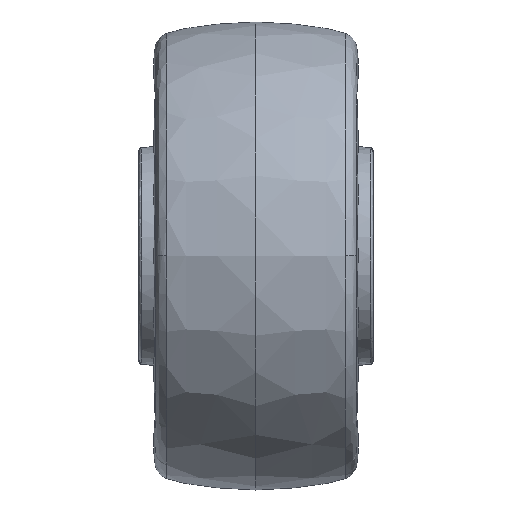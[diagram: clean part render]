
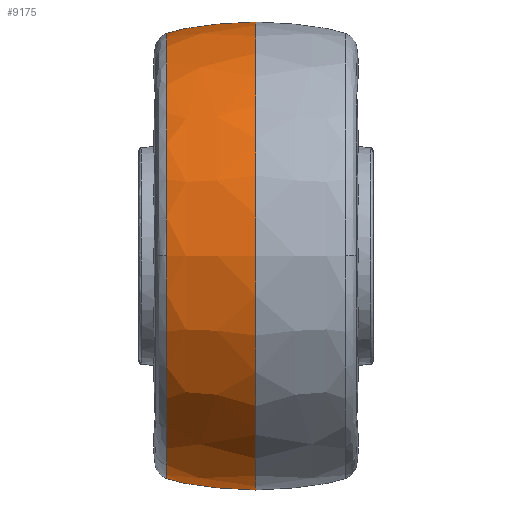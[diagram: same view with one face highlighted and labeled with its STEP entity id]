
A CAD part, top view. The second image highlights one B-rep face of the part: STEP entity #9175.
In plain terms, the highlighted free-form (B-spline) face has degree [3, 3] with [4, 4] control points.
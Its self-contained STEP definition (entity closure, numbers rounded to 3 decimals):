
#918 = DIRECTION ( 'NONE',  ( -1., 0., 0. ) ) ;
#1080 = CARTESIAN_POINT ( 'NONE',  ( -19.628, -32.491, 0. ) ) ;
#1331 = CARTESIAN_POINT ( 'NONE',  ( -4.336, 45.567, 0. ) ) ;
#1579 = VERTEX_POINT ( 'NONE', #3916 ) ;
#1666 = DIRECTION ( 'NONE',  ( 1., 0., 0. ) ) ;
#1705 =( BOUNDED_CURVE ( )  B_SPLINE_CURVE ( 3, ( #2094, #16730, #8937, #1331 ),
 .UNSPECIFIED., .F., .F. ) 
 B_SPLINE_CURVE_WITH_KNOTS ( ( 4, 4 ),
 ( 0., 1. ),
 .UNSPECIFIED. ) 
 CURVE ( )  GEOMETRIC_REPRESENTATION_ITEM ( )  RATIONAL_B_SPLINE_CURVE ( ( 0.984, 0.808, 0.719, 0.72 ) ) 
 REPRESENTATION_ITEM ( '' )  );
#2029 = ORIENTED_EDGE ( 'NONE', *, *, #20875, .F. ) ;
#2094 = CARTESIAN_POINT ( 'NONE',  ( -19.628, 43.624, 0. ) ) ;
#2340 = CARTESIAN_POINT ( 'NONE',  ( -4.336, 45.567, 0. ) ) ;
#2716 = DIRECTION ( 'NONE',  ( 0., 1., 0. ) ) ;
#3233 = CARTESIAN_POINT ( 'NONE',  ( -11.311, 45.42, 79.707 ) ) ;
#3469 = ORIENTED_EDGE ( 'NONE', *, *, #12993, .T. ) ;
#3559 = CARTESIAN_POINT ( 'NONE',  ( -16.762, -33.514, 0. ) ) ;
#3780 = ORIENTED_EDGE ( 'NONE', *, *, #6768, .F. ) ;
#3916 = CARTESIAN_POINT ( 'NONE',  ( -19.628, 43.624, 0. ) ) ;
#4281 =( BOUNDED_CURVE ( )  B_SPLINE_CURVE ( 3, ( #1080, #13331, #6239, #21528 ),
 .UNSPECIFIED., .F., .F. ) 
 B_SPLINE_CURVE_WITH_KNOTS ( ( 4, 4 ),
 ( 0., 1. ),
 .UNSPECIFIED. ) 
 CURVE ( )  GEOMETRIC_REPRESENTATION_ITEM ( )  RATIONAL_B_SPLINE_CURVE ( ( 0.984, 0.808, 0.719, 0.72 ) ) 
 REPRESENTATION_ITEM ( '' )  );
#4401 = CARTESIAN_POINT ( 'NONE',  ( -19.628, 5.567, 0. ) ) ;
#4971 = CARTESIAN_POINT ( 'NONE',  ( -19.628, 5.567, 38.057 ) ) ;
#5070 = AXIS2_PLACEMENT_3D ( 'NONE', #11918, #1666, #8534 ) ;
#5378 = VERTEX_POINT ( 'NONE', #2340 ) ;
#5591 = CARTESIAN_POINT ( 'NONE',  ( -4.336, -34.433, 0. ) ) ;
#6239 = CARTESIAN_POINT ( 'NONE',  ( -11.311, -34.287, 0. ) ) ;
#6265 = VERTEX_POINT ( 'NONE', #5591 ) ;
#6698 = CARTESIAN_POINT ( 'NONE',  ( -4.336, 45.567, 80. ) ) ;
#6768 = EDGE_CURVE ( 'NONE', #7620, #1579, #12575, .T. ) ;
#6938 = CARTESIAN_POINT ( 'NONE',  ( -19.628, -32.491, 76.114 ) ) ;
#7620 = VERTEX_POINT ( 'NONE', #4971 ) ;
#7892 = AXIS2_PLACEMENT_3D ( 'NONE', #18479, #15131, #15453 ) ;
#8212 = EDGE_CURVE ( 'NONE', #5378, #6265, #14802, .T. ) ;
#8300 = CARTESIAN_POINT ( 'NONE',  ( -11.311, -34.287, 79.707 ) ) ;
#8534 = DIRECTION ( 'NONE',  ( 0., 1., 0. ) ) ;
#8937 = CARTESIAN_POINT ( 'NONE',  ( -11.311, 45.42, 0. ) ) ;
#8966 = CIRCLE ( 'NONE', #7892, 38.057 ) ;
#9175 = ADVANCED_FACE ( 'NONE', ( #16297 ), #16897, .F. ) ;
#11893 = CARTESIAN_POINT ( 'NONE',  ( -19.628, 43.624, 0. ) ) ;
#11918 = CARTESIAN_POINT ( 'NONE',  ( -4.336, 5.567, 0. ) ) ;
#11998 = CARTESIAN_POINT ( 'NONE',  ( -16.762, -33.514, 78.16 ) ) ;
#12104 = CARTESIAN_POINT ( 'NONE',  ( -4.336, 45.567, 0. ) ) ;
#12449 = ORIENTED_EDGE ( 'NONE', *, *, #8212, .F. ) ;
#12575 = CIRCLE ( 'NONE', #21515, 38.057 ) ;
#12993 = EDGE_CURVE ( 'NONE', #18982, #6265, #4281, .T. ) ;
#13331 = CARTESIAN_POINT ( 'NONE',  ( -16.762, -33.514, 0. ) ) ;
#13571 = CARTESIAN_POINT ( 'NONE',  ( -4.336, -34.433, 0. ) ) ;
#13680 = CARTESIAN_POINT ( 'NONE',  ( -19.628, 43.624, 76.114 ) ) ;
#14382 = ORIENTED_EDGE ( 'NONE', *, *, #21316, .F. ) ;
#14802 = CIRCLE ( 'NONE', #5070, 40. ) ;
#15131 = DIRECTION ( 'NONE',  ( -1., 0., 0. ) ) ;
#15368 = CARTESIAN_POINT ( 'NONE',  ( -16.762, 44.647, 0. ) ) ;
#15453 = DIRECTION ( 'NONE',  ( 0., 1., 0. ) ) ;
#16297 = FACE_OUTER_BOUND ( 'NONE', #18363, .T. ) ;
#16730 = CARTESIAN_POINT ( 'NONE',  ( -16.762, 44.647, 0. ) ) ;
#16897 =( BOUNDED_SURFACE ( )  B_SPLINE_SURFACE ( 3, 3, ( 
 ( #11893, #13680, #6938, #18507 ),
 ( #15368, #21968, #11998, #3559 ),
 ( #18833, #3233, #8300, #22063 ),
 ( #12104, #6698, #20523, #13571 ) ),
 .UNSPECIFIED., .F., .F., .F. ) 
 B_SPLINE_SURFACE_WITH_KNOTS ( ( 4, 4 ),
 ( 4, 4 ),
 ( 0., 1. ),
 ( 0., 1. ),
 .UNSPECIFIED. ) 
 GEOMETRIC_REPRESENTATION_ITEM ( )  RATIONAL_B_SPLINE_SURFACE ( (
 ( 0.984, 0.328, 0.328, 0.984),
 ( 0.808, 0.269, 0.269, 0.808),
 ( 0.719, 0.24, 0.24, 0.719),
 ( 0.72, 0.24, 0.24, 0.72) ) ) 
 REPRESENTATION_ITEM ( '' )  SURFACE ( )  );
#18363 = EDGE_LOOP ( 'NONE', ( #2029, #3469, #12449, #14382, #3780 ) ) ;
#18479 = CARTESIAN_POINT ( 'NONE',  ( -19.628, 5.567, 0. ) ) ;
#18507 = CARTESIAN_POINT ( 'NONE',  ( -19.628, -32.491, 0. ) ) ;
#18833 = CARTESIAN_POINT ( 'NONE',  ( -11.311, 45.42, 0. ) ) ;
#18982 = VERTEX_POINT ( 'NONE', #20054 ) ;
#20054 = CARTESIAN_POINT ( 'NONE',  ( -19.628, -32.491, 0. ) ) ;
#20523 = CARTESIAN_POINT ( 'NONE',  ( -4.336, -34.433, 80. ) ) ;
#20875 = EDGE_CURVE ( 'NONE', #18982, #7620, #8966, .T. ) ;
#21316 = EDGE_CURVE ( 'NONE', #1579, #5378, #1705, .T. ) ;
#21515 = AXIS2_PLACEMENT_3D ( 'NONE', #4401, #918, #2716 ) ;
#21528 = CARTESIAN_POINT ( 'NONE',  ( -4.336, -34.433, 0. ) ) ;
#21968 = CARTESIAN_POINT ( 'NONE',  ( -16.762, 44.647, 78.16 ) ) ;
#22063 = CARTESIAN_POINT ( 'NONE',  ( -11.311, -34.287, 0. ) ) ;
